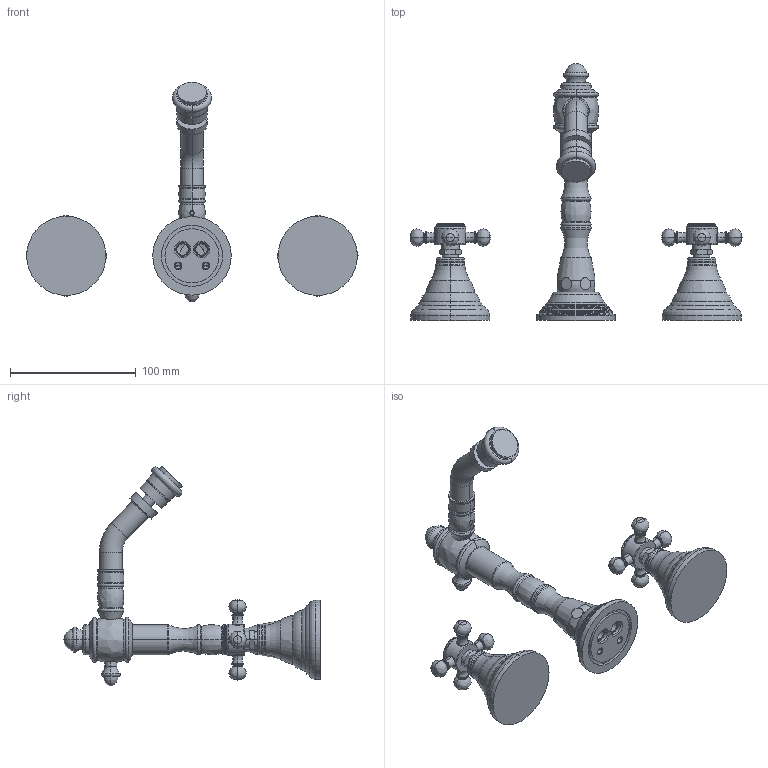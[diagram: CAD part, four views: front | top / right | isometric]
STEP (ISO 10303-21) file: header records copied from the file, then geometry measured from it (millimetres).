
FILE_DESCRIPTION((''),'2;1');
FILE_NAME('FBLV119CR','2021-11-11T08:58:16',('ut3'),('PAFFONI SpA'),'CREO PARAMETRIC BY PTC INC, 2020044','CREO PARAMETRIC BY PTC INC, 2020044','');
FILE_SCHEMA(('CONFIG_CONTROL_DESIGN','SHAPE_APPEARANCE_LAYERS_GROUPS'));
Length unit declared in the file: millimetre
Products named in the file (1): FBLV119CR
Bounding box: 264.07 x 204.4 x 174.66 mm (x, y, z)
Volume: 335714.1 mm3; surface area: 73367.4 mm2
Topology: 3 solids, 3 shells, 1110 faces, 2879 edges, 1792 vertices
Faces by surface type: plane 464, cylinder 326, torus 186, cone 80, bspline 30, sphere 22, revolution 2
Entity records: 47153 total; most frequent: CARTESIAN_POINT 11488, ORIENTED_EDGE 5702, DIRECTION 5666, EDGE_CURVE 2851, AXIS2_PLACEMENT_3D 2243, VERTEX_POINT 1792, FILL_AREA_STYLE_COLOUR 1313, FILL_AREA_STYLE 1313
